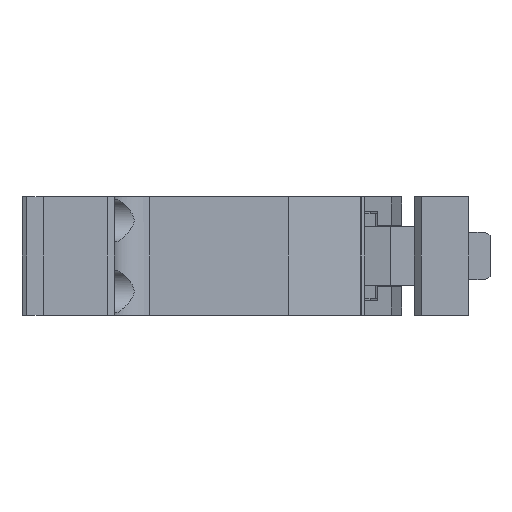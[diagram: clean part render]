
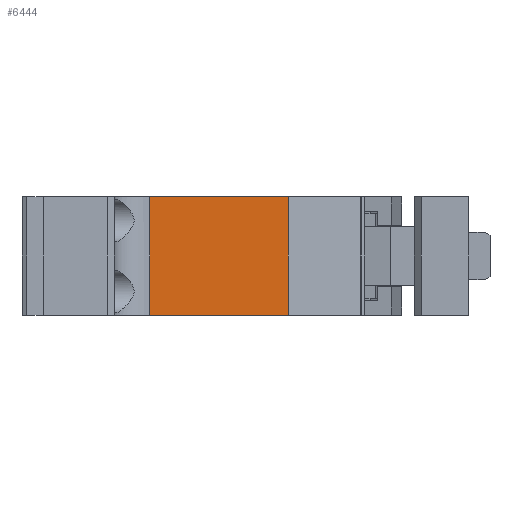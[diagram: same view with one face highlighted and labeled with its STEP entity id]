
A CAD part, left-side view. The second image highlights one B-rep face of the part: STEP entity #6444.
In plain terms, the highlighted planar face has unit normal (-1, 0, 0).
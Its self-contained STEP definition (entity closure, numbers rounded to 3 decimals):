
#4832=CARTESIAN_POINT('Vertex',(667.759,135.,0.)) ;
#4835=CARTESIAN_POINT('Line Origine',(667.759,105.634,0.)) ;
#4839=CARTESIAN_POINT('Vertex',(667.759,76.269,0.)) ;
#5381=CARTESIAN_POINT('Vertex',(667.759,76.269,-50.)) ;
#5384=CARTESIAN_POINT('Line Origine',(667.759,105.634,-50.)) ;
#5388=CARTESIAN_POINT('Vertex',(667.759,135.,-50.)) ;
#6416=CARTESIAN_POINT('Line Origine',(667.759,76.269,-25.)) ;
#6428=CARTESIAN_POINT('Axis2P3D Location',(667.759,150.,-50.)) ;
#6433=CARTESIAN_POINT('Line Origine',(667.759,135.,-25.)) ;
#4836=DIRECTION('Vector Direction',(0.,-1.,0.)) ;
#5385=DIRECTION('Vector Direction',(0.,-1.,0.)) ;
#6417=DIRECTION('Vector Direction',(0.,0.,1.)) ;
#6429=DIRECTION('Axis2P3D Direction',(-1.,0.,0.)) ;
#6430=DIRECTION('Axis2P3D XDirection',(0.,0.,1.)) ;
#6434=DIRECTION('Vector Direction',(0.,0.,1.)) ;
#6431=AXIS2_PLACEMENT_3D('Plane Axis2P3D',#6428,#6429,#6430) ;
#6439=ORIENTED_EDGE('',*,*,#4841,.F.) ;
#6440=ORIENTED_EDGE('',*,*,#6437,.T.) ;
#6441=ORIENTED_EDGE('',*,*,#5390,.T.) ;
#6442=ORIENTED_EDGE('',*,*,#6420,.T.) ;
#4837=VECTOR('Line Direction',#4836,1.) ;
#5386=VECTOR('Line Direction',#5385,1.) ;
#6418=VECTOR('Line Direction',#6417,1.) ;
#6435=VECTOR('Line Direction',#6434,1.) ;
#6444=ADVANCED_FACE('CAM HOLDER',(#6443),#6432,.T.) ;
#4841=EDGE_CURVE('',#4833,#4840,#4838,.T.) ;
#5390=EDGE_CURVE('',#5389,#5382,#5387,.T.) ;
#6420=EDGE_CURVE('',#5382,#4840,#6419,.T.) ;
#6437=EDGE_CURVE('',#4833,#5389,#6436,.F.) ;
#6438=EDGE_LOOP('',(#6439,#6440,#6441,#6442)) ;
#6443=FACE_OUTER_BOUND('',#6438,.T.) ;
#4838=LINE('Line',#4835,#4837) ;
#5387=LINE('Line',#5384,#5386) ;
#6419=LINE('Line',#6416,#6418) ;
#6436=LINE('Line',#6433,#6435) ;
#6432=PLANE('Plane',#6431) ;
#4833=VERTEX_POINT('',#4832) ;
#4840=VERTEX_POINT('',#4839) ;
#5382=VERTEX_POINT('',#5381) ;
#5389=VERTEX_POINT('',#5388) ;
